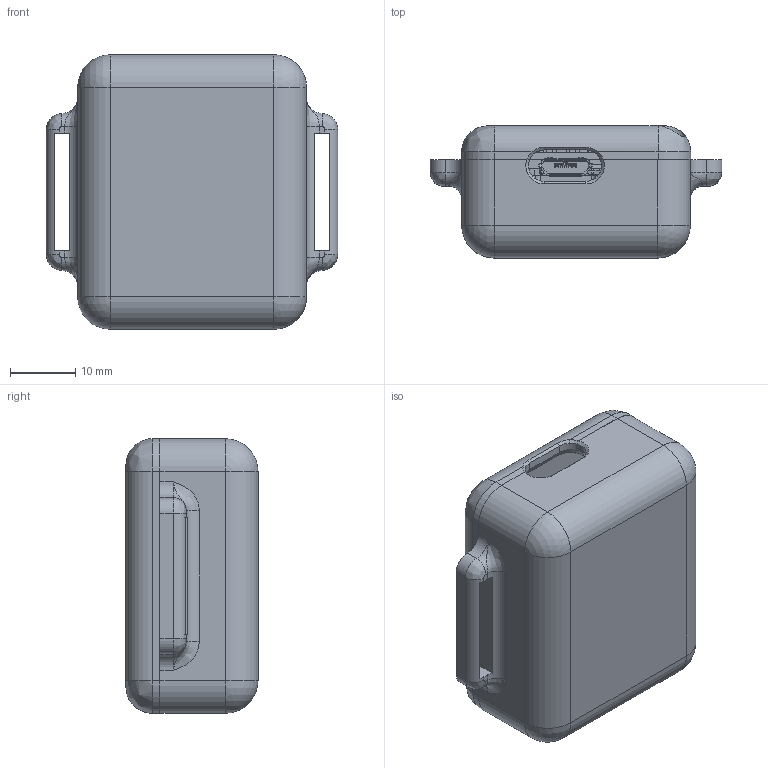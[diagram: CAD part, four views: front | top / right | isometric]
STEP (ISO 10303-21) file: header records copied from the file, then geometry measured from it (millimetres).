
FILE_DESCRIPTION(/* description */ (''),/* implementation_level */ '2;1');
FILE_NAME(/* name */ 'ProjectAssemblyAMS.stp',/* time_stamp */ '2024-06-11T21:46:22+02:00',/* author */ (''),/* organization */ (''),/* preprocessor_version */ 'ST-DEVELOPER v18.102',/* originating_system */ 'SIEMENS PLM Software NX 2027',/* authorisation */ '');
FILE_SCHEMA (('AUTOMOTIVE_DESIGN { 1 0 10303 214 3 1 1 1 }'));
Products named in the file (7): cover; case; separator; battery; WEMOS; MPU6050; ProjectAssemblyAMS
Assembly tree (6 placements, depth 2):
  ProjectAssemblyAMS
    MPU6050
    WEMOS
    battery
    separator
    case
    cover
Bounding box: 44.6 x 20.2 x 42 mm (x, y, z)
Volume: 14512.3 mm3; surface area: 19996 mm2
Topology: 86 solids, 86 shells, 2046 faces, 5243 edges, 3407 vertices
Faces by surface type: plane 1407, cylinder 496, bspline 98, sphere 22, cone 15, torus 4, extrusion 4
Full cylindrical faces by diameter (mm): 0.6 x1, 0.95 x2, 1 x16, 1.3 x2, 1.5 x16, 1.907 x2, 1.913 x2, 1.947 x2, 1.957 x2, 1.959 x2, 1.978 x2, 1.981 x2, 2 x4, 2.02 x2, 2.307 x1, 2.313 x1, 2.347 x1, 2.357 x1, 2.359 x1, 2.378 x1, 2.381 x1, 2.42 x1, 2.865 x1, 3.017 x1
Entity records: 68906 total; most frequent: CARTESIAN_POINT 19331, ORIENTED_EDGE 10428, DIRECTION 9102, EDGE_CURVE 5214, VECTOR 3748, LINE 3744, VERTEX_POINT 3405, AXIS2_PLACEMENT_3D 2677
